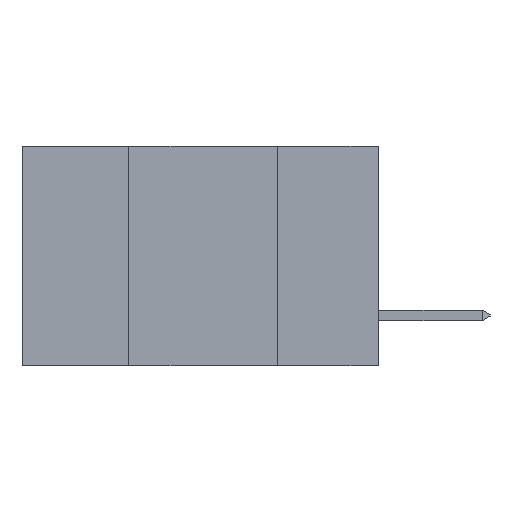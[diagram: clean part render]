
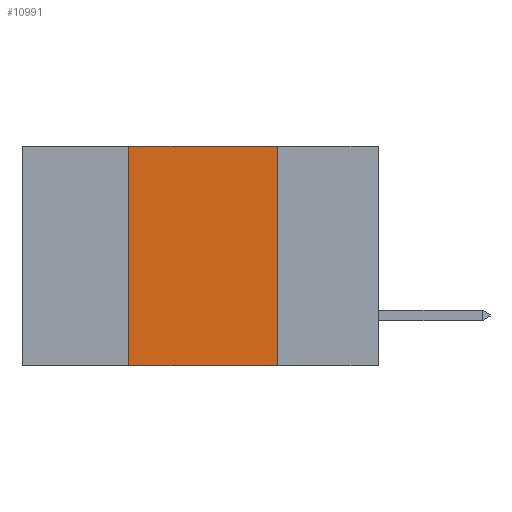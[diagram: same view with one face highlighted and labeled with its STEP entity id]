
A CAD part, left-side view. The second image highlights one B-rep face of the part: STEP entity #10991.
In plain terms, the highlighted planar face has unit normal (-1, 0, 0).
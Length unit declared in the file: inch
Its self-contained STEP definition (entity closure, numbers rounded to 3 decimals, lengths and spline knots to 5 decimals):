
#2152 = PLANE ( 'NONE',  #23352 ) ;
#2613 = LINE ( 'NONE', #24624, #24727 ) ;
#3278 = EDGE_CURVE ( 'NONE', #19589, #13136, #18771, .T. ) ;
#3614 = CARTESIAN_POINT ( 'NONE',  ( 0., 0.17, -0.37 ) ) ;
#4303 = DIRECTION ( 'NONE',  ( 0., 0., -1. ) ) ;
#5576 = EDGE_CURVE ( 'NONE', #10234, #13136, #19651, .T. ) ;
#7035 = ORIENTED_EDGE ( 'NONE', *, *, #26205, .F. ) ;
#7087 = DIRECTION ( 'NONE',  ( 0., -1., 0. ) ) ;
#7170 = VECTOR ( 'NONE', #9562, 39.37008 ) ;
#7470 = CARTESIAN_POINT ( 'NONE',  ( 0., 0.6, -0.37 ) ) ;
#7540 = FACE_OUTER_BOUND ( 'NONE', #11832, .T. ) ;
#7725 = VERTEX_POINT ( 'NONE', #27311 ) ;
#9091 = ORIENTED_EDGE ( 'NONE', *, *, #3278, .T. ) ;
#9562 = DIRECTION ( 'NONE',  ( 0., -1., 0. ) ) ;
#9922 = CARTESIAN_POINT ( 'NONE',  ( 0., 0.17, 0. ) ) ;
#10234 = VERTEX_POINT ( 'NONE', #15400 ) ;
#10991 = ADVANCED_FACE ( 'NONE', ( #7540 ), #2152, .F. ) ;
#11832 = EDGE_LOOP ( 'NONE', ( #25306, #12099, #7035, #9091 ) ) ;
#12099 = ORIENTED_EDGE ( 'NONE', *, *, #14888, .F. ) ;
#13030 = VECTOR ( 'NONE', #7087, 39.37008 ) ;
#13136 = VERTEX_POINT ( 'NONE', #3614 ) ;
#14888 = EDGE_CURVE ( 'NONE', #7725, #10234, #24960, .T. ) ;
#15400 = CARTESIAN_POINT ( 'NONE',  ( 0., 0.17, 0. ) ) ;
#15862 = CARTESIAN_POINT ( 'NONE',  ( 0., 0.42, -0.37 ) ) ;
#16333 = DIRECTION ( 'NONE',  ( 0., 0., -1. ) ) ;
#17223 = DIRECTION ( 'NONE',  ( 1., 0., 0. ) ) ;
#18771 = LINE ( 'NONE', #7470, #13030 ) ;
#19290 = CARTESIAN_POINT ( 'NONE',  ( 0., 0.6, 0. ) ) ;
#19589 = VERTEX_POINT ( 'NONE', #15862 ) ;
#19651 = LINE ( 'NONE', #9922, #24591 ) ;
#23352 = AXIS2_PLACEMENT_3D ( 'NONE', #19290, #17223, #4303 ) ;
#24591 = VECTOR ( 'NONE', #16333, 39.37008 ) ;
#24624 = CARTESIAN_POINT ( 'NONE',  ( 0., 0.42, 0. ) ) ;
#24727 = VECTOR ( 'NONE', #26702, 39.37008 ) ;
#24960 = LINE ( 'NONE', #26527, #7170 ) ;
#25306 = ORIENTED_EDGE ( 'NONE', *, *, #5576, .F. ) ;
#26205 = EDGE_CURVE ( 'NONE', #19589, #7725, #2613, .T. ) ;
#26527 = CARTESIAN_POINT ( 'NONE',  ( 0., 0.6, 0. ) ) ;
#26702 = DIRECTION ( 'NONE',  ( 0., 0., 1. ) ) ;
#27311 = CARTESIAN_POINT ( 'NONE',  ( 0., 0.42, 0. ) ) ;
